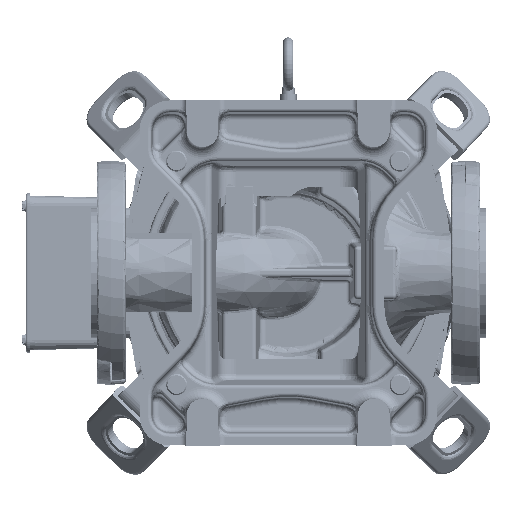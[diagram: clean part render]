
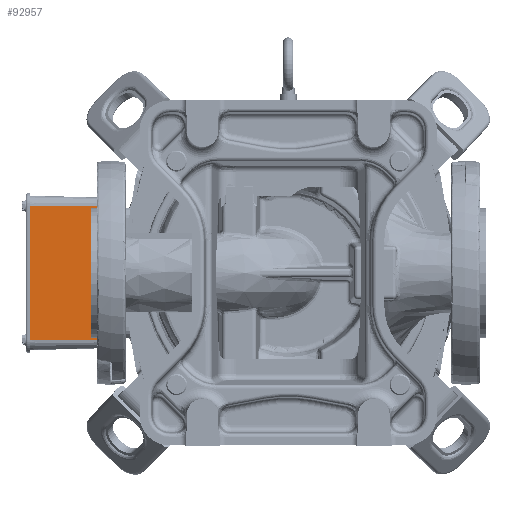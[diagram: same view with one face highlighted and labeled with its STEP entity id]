
A CAD part, front view. The second image highlights one B-rep face of the part: STEP entity #92957.
In plain terms, the highlighted planar face has unit normal (0.026, -1, 0).
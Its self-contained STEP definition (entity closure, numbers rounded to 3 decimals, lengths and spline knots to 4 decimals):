
#6198=(
BOUNDED_CURVE()
B_SPLINE_CURVE(2,(#319587,#319588,#319589),.UNSPECIFIED.,.F.,.F.)
B_SPLINE_CURVE_WITH_KNOTS((3,3),(15.943,23.4848),
 .UNSPECIFIED.)
CURVE()
GEOMETRIC_REPRESENTATION_ITEM()
RATIONAL_B_SPLINE_CURVE((7.782,8.562,8.562))
REPRESENTATION_ITEM('')
);
#6199=(
BOUNDED_CURVE()
B_SPLINE_CURVE(2,(#319592,#319593,#319594,#319595),.UNSPECIFIED.,.F.,.F.)
B_SPLINE_CURVE_WITH_KNOTS((3,1,3),(23.4848,24.0956,31.0266),
 .UNSPECIFIED.)
CURVE()
GEOMETRIC_REPRESENTATION_ITEM()
RATIONAL_B_SPLINE_CURVE((8.562,8.562,8.498,
7.782))
REPRESENTATION_ITEM('')
);
#9841=PLANE('',#101972);
#19043=FACE_OUTER_BOUND('',#24232,.T.);
#24232=EDGE_LOOP('',(#84181,#84182,#84183,#84184,#84185,#84186));
#32432=LINE('',#319472,#37186);
#32444=LINE('',#319566,#37198);
#32445=LINE('',#319585,#37199);
#32446=LINE('',#319591,#37200);
#37186=VECTOR('',#123501,39.3701);
#37198=VECTOR('',#123537,39.3701);
#37199=VECTOR('',#123540,39.3701);
#37200=VECTOR('',#123541,39.3701);
#46099=VERTEX_POINT('',#319469);
#46100=VERTEX_POINT('',#319471);
#46117=VERTEX_POINT('',#319565);
#46118=VERTEX_POINT('',#319584);
#46119=VERTEX_POINT('',#319586);
#46120=VERTEX_POINT('',#319590);
#59937=EDGE_CURVE('',#46100,#46099,#32432,.T.);
#59961=EDGE_CURVE('',#46117,#46099,#32444,.T.);
#59963=EDGE_CURVE('',#46118,#46100,#32445,.T.);
#59964=EDGE_CURVE('',#46117,#46119,#6198,.T.);
#59965=EDGE_CURVE('',#46119,#46120,#32446,.T.);
#59966=EDGE_CURVE('',#46120,#46118,#6199,.T.);
#84181=ORIENTED_EDGE('',*,*,#59963,.T.);
#84182=ORIENTED_EDGE('',*,*,#59937,.T.);
#84183=ORIENTED_EDGE('',*,*,#59961,.F.);
#84184=ORIENTED_EDGE('',*,*,#59964,.T.);
#84185=ORIENTED_EDGE('',*,*,#59965,.T.);
#84186=ORIENTED_EDGE('',*,*,#59966,.T.);
#92957=ADVANCED_FACE('',(#19043),#9841,.T.);
#101972=AXIS2_PLACEMENT_3D('',#319583,#123538,#123539);
#123501=DIRECTION('',(0.,0.,-1.));
#123537=DIRECTION('',(-1.,-0.026,0.));
#123538=DIRECTION('center_axis',(0.026,-1.,
0.));
#123539=DIRECTION('ref_axis',(1.,0.026,0.));
#123540=DIRECTION('',(-1.,-0.026,0.));
#123541=DIRECTION('',(0.,0.,1.));
#319469=CARTESIAN_POINT('',(-7.7156,35.402,-2.));
#319471=CARTESIAN_POINT('',(-7.7156,35.402,2.));
#319472=CARTESIAN_POINT('',(-7.7156,35.402,2.));
#319565=CARTESIAN_POINT('',(-5.527,35.4593,-2.));
#319566=CARTESIAN_POINT('',(-7.7472,35.4011,-2.));
#319583=CARTESIAN_POINT('Origin',(-7.7472,35.4011,2.));
#319584=CARTESIAN_POINT('',(-5.527,35.4593,2.));
#319585=CARTESIAN_POINT('',(-7.7472,35.4011,2.));
#319586=CARTESIAN_POINT('',(-5.4971,35.4601,-1.63));
#319587=CARTESIAN_POINT('Ctrl Pts',(-5.527,35.4593,
-2.));
#319588=CARTESIAN_POINT('Ctrl Pts',(-5.4971,35.4601,
-1.7981));
#319589=CARTESIAN_POINT('Ctrl Pts',(-5.4971,35.4601,
-1.63));
#319590=CARTESIAN_POINT('',(-5.4971,35.4601,1.63));
#319591=CARTESIAN_POINT('',(-5.4971,35.4601,2.));
#319592=CARTESIAN_POINT('Ctrl Pts',(-5.4971,35.4601,
1.63));
#319593=CARTESIAN_POINT('Ctrl Pts',(-5.4971,35.4601,
1.6436));
#319594=CARTESIAN_POINT('Ctrl Pts',(-5.4993,35.46,
1.8131));
#319595=CARTESIAN_POINT('Ctrl Pts',(-5.527,35.4593,
2.));
